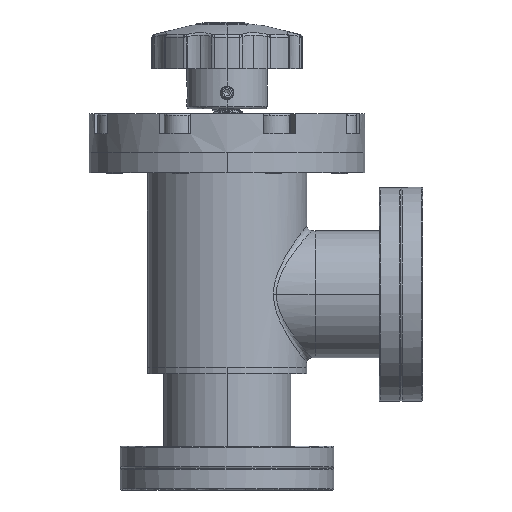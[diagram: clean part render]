
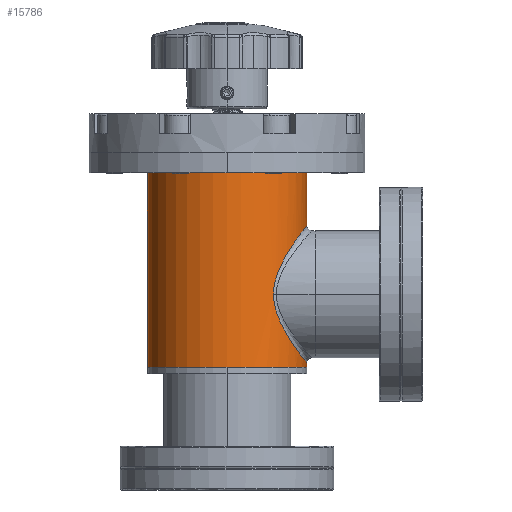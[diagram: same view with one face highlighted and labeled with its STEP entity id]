
A CAD part, front view. The second image highlights one B-rep face of the part: STEP entity #15786.
In plain terms, the highlighted cylindrical face has radius 31.75 mm (diameter 63.5 mm), a partial arc.
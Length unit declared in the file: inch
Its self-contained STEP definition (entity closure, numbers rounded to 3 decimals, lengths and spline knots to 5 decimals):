
#522 = CARTESIAN_POINT ( 'NONE',  ( 0.85129, -0.92223, 0.6607 ) ) ;
#545 = CYLINDRICAL_SURFACE ( 'NONE', #2043, 1.25 ) ;
#566 = CARTESIAN_POINT ( 'NONE',  ( 1.00253, -0.75984, 1.88164 ) ) ;
#687 = CARTESIAN_POINT ( 'NONE',  ( 0., 0., 3.13031 ) ) ;
#935 = CARTESIAN_POINT ( 'NONE',  ( -1.25, 0., 3.13031 ) ) ;
#959 = CARTESIAN_POINT ( 'NONE',  ( 0.72978, -1.01484, 1.14537 ) ) ;
#1087 = CARTESIAN_POINT ( 'NONE',  ( 0., 0., 0. ) ) ;
#1990 = CARTESIAN_POINT ( 'NONE',  ( 1.24993, -0.08046, 2.22389 ) ) ;
#2043 = AXIS2_PLACEMENT_3D ( 'NONE', #11285, #8325, #6461 ) ;
#2138 = CARTESIAN_POINT ( 'NONE',  ( 0.72978, -1.01484, 1.14537 ) ) ;
#2375 = DIRECTION ( 'NONE',  ( -1., 0., 0. ) ) ;
#2625 = DIRECTION ( 'NONE',  ( 0., 0., 1. ) ) ;
#3111 = CARTESIAN_POINT ( 'NONE',  ( 1.00295, -0.75931, 0.40838 ) ) ;
#3415 = ORIENTED_EDGE ( 'NONE', *, *, #10693, .F. ) ;
#3521 = VERTEX_POINT ( 'NONE', #8201 ) ;
#4075 = EDGE_CURVE ( 'NONE', #5107, #3521, #7442, .T. ) ;
#4111 = B_SPLINE_CURVE_WITH_KNOTS ( 'NONE', 3,
 ( #4736, #13828, #17554, #522, #3111, #5126, #15450, #6248, #12494 ),
 .UNSPECIFIED., .F., .F.,
 ( 4, 1, 1, 1, 1, 1, 4 ),
 ( 0.50005, 0.54767, 0.64292, 0.73816, 0.83341, 0.92866, 1. ),
 .UNSPECIFIED. ) ;
#4736 = CARTESIAN_POINT ( 'NONE',  ( 0.72978, -1.01484, 1.14537 ) ) ;
#5107 = VERTEX_POINT ( 'NONE', #7021 ) ;
#5126 = CARTESIAN_POINT ( 'NONE',  ( 1.14275, -0.5327, 0.2086 ) ) ;
#5469 = EDGE_CURVE ( 'NONE', #9820, #8623, #17501, .T. ) ;
#5662 = CARTESIAN_POINT ( 'NONE',  ( -1.25, 0., 0. ) ) ;
#6155 = EDGE_CURVE ( 'NONE', #10221, #3521, #6823, .T. ) ;
#6172 = EDGE_CURVE ( 'NONE', #12235, #14353, #18870, .T. ) ;
#6248 = CARTESIAN_POINT ( 'NONE',  ( 1.24988, -0.08037, 0.06671 ) ) ;
#6461 = DIRECTION ( 'NONE',  ( -1., 0., 0. ) ) ;
#6481 = CARTESIAN_POINT ( 'NONE',  ( 1.25, 0., 0. ) ) ;
#6641 = VECTOR ( 'NONE', #12615, 39.37008 ) ;
#6798 = CARTESIAN_POINT ( 'NONE',  ( 0.85096, -0.92248, 1.62908 ) ) ;
#6823 = CIRCLE ( 'NONE', #9432, 1.25 ) ;
#6866 = FACE_OUTER_BOUND ( 'NONE', #13673, .T. ) ;
#7021 = CARTESIAN_POINT ( 'NONE',  ( 1.25, 0., 2.22402 ) ) ;
#7442 = LINE ( 'NONE', #10705, #6641 ) ;
#8201 = CARTESIAN_POINT ( 'NONE',  ( 1.25, 0., 3.13031 ) ) ;
#8230 = CARTESIAN_POINT ( 'NONE',  ( 1.23161, -0.26837, 2.20003 ) ) ;
#8325 = DIRECTION ( 'NONE',  ( 0., 0., 1. ) ) ;
#8623 = VERTEX_POINT ( 'NONE', #9944 ) ;
#8853 = DIRECTION ( 'NONE',  ( -1., 0., 0. ) ) ;
#9432 = AXIS2_PLACEMENT_3D ( 'NONE', #687, #2625, #8853 ) ;
#9446 = AXIS2_PLACEMENT_3D ( 'NONE', #1087, #19763, #19381 ) ;
#9820 = VERTEX_POINT ( 'NONE', #16920 ) ;
#9944 = CARTESIAN_POINT ( 'NONE',  ( 1.25, 0., 0.06654 ) ) ;
#10048 = CARTESIAN_POINT ( 'NONE',  ( 0., 0., 0. ) ) ;
#10139 = EDGE_CURVE ( 'NONE', #9820, #12235, #13119, .T. ) ;
#10221 = VERTEX_POINT ( 'NONE', #935 ) ;
#10693 = EDGE_CURVE ( 'NONE', #14353, #10221, #16424, .T. ) ;
#10705 = CARTESIAN_POINT ( 'NONE',  ( 1.25, 0., 0. ) ) ;
#10975 = ORIENTED_EDGE ( 'NONE', *, *, #14309, .F. ) ;
#11285 = CARTESIAN_POINT ( 'NONE',  ( 0., 0., 0. ) ) ;
#11421 = EDGE_CURVE ( 'NONE', #16558, #8623, #4111, .T. ) ;
#12235 = VERTEX_POINT ( 'NONE', #19834 ) ;
#12494 = CARTESIAN_POINT ( 'NONE',  ( 1.25, 0., 0.06654 ) ) ;
#12615 = DIRECTION ( 'NONE',  ( 0., 0., 1. ) ) ;
#12717 = DIRECTION ( 'NONE',  ( 0., 0., 1. ) ) ;
#13119 = CIRCLE ( 'NONE', #19619, 1.25 ) ;
#13239 = CARTESIAN_POINT ( 'NONE',  ( 0.72979, -1.01482, 1.2024 ) ) ;
#13383 = CARTESIAN_POINT ( 'NONE',  ( -1.25, 0., 0. ) ) ;
#13507 = DIRECTION ( 'NONE',  ( 0., 0., -1. ) ) ;
#13581 = ORIENTED_EDGE ( 'NONE', *, *, #10139, .F. ) ;
#13673 = EDGE_LOOP ( 'NONE', ( #13581, #19476, #16897, #10975, #14853, #20185, #3415, #14862 ) ) ;
#13828 = CARTESIAN_POINT ( 'NONE',  ( 0.72977, -1.01485, 1.08834 ) ) ;
#14309 = EDGE_CURVE ( 'NONE', #5107, #16558, #18992, .T. ) ;
#14353 = VERTEX_POINT ( 'NONE', #5662 ) ;
#14558 = CARTESIAN_POINT ( 'NONE',  ( 1.1426, -0.53313, 2.08169 ) ) ;
#14853 = ORIENTED_EDGE ( 'NONE', *, *, #4075, .T. ) ;
#14862 = ORIENTED_EDGE ( 'NONE', *, *, #6172, .F. ) ;
#15450 = CARTESIAN_POINT ( 'NONE',  ( 1.23163, -0.26826, 0.0905 ) ) ;
#15786 = ADVANCED_FACE ( 'NONE', ( #6866 ), #545, .T. ) ;
#15967 = CARTESIAN_POINT ( 'NONE',  ( 1.25, 0., 2.22402 ) ) ;
#16382 = VECTOR ( 'NONE', #19581, 39.37008 ) ;
#16424 = LINE ( 'NONE', #13383, #16382 ) ;
#16558 = VERTEX_POINT ( 'NONE', #2138 ) ;
#16897 = ORIENTED_EDGE ( 'NONE', *, *, #11421, .F. ) ;
#16920 = CARTESIAN_POINT ( 'NONE',  ( 1.25, 0., 0. ) ) ;
#17501 = LINE ( 'NONE', #6481, #20154 ) ;
#17554 = CARTESIAN_POINT ( 'NONE',  ( 0.74839, -1.00176, 0.91743 ) ) ;
#17893 = CARTESIAN_POINT ( 'NONE',  ( 0.7485, -1.00164, 1.37366 ) ) ;
#18870 = CIRCLE ( 'NONE', #9446, 1.25 ) ;
#18992 = B_SPLINE_CURVE_WITH_KNOTS ( 'NONE', 3,
 ( #15967, #1990, #8230, #14558, #566, #6798, #17893, #13239, #959 ),
 .UNSPECIFIED., .F., .F.,
 ( 4, 1, 1, 1, 1, 1, 4 ),
 ( 0., 0.07144, 0.16669, 0.26193, 0.35718, 0.45243, 0.50005 ),
 .UNSPECIFIED. ) ;
#19381 = DIRECTION ( 'NONE',  ( -1., 0., 0. ) ) ;
#19476 = ORIENTED_EDGE ( 'NONE', *, *, #5469, .T. ) ;
#19581 = DIRECTION ( 'NONE',  ( 0., 0., 1. ) ) ;
#19619 = AXIS2_PLACEMENT_3D ( 'NONE', #10048, #13507, #2375 ) ;
#19763 = DIRECTION ( 'NONE',  ( 0., 0., -1. ) ) ;
#19834 = CARTESIAN_POINT ( 'NONE',  ( 0., -1.25, 0. ) ) ;
#20154 = VECTOR ( 'NONE', #12717, 39.37008 ) ;
#20185 = ORIENTED_EDGE ( 'NONE', *, *, #6155, .F. ) ;
